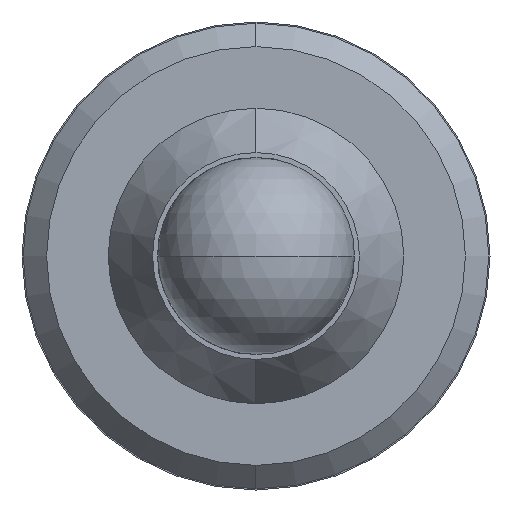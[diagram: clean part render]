
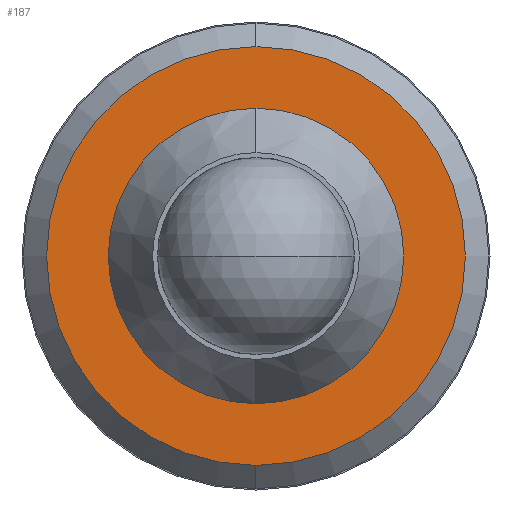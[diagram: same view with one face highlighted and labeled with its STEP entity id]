
A CAD part, left-side view. The second image highlights one B-rep face of the part: STEP entity #187.
In plain terms, the highlighted planar face has unit normal (-1, 0, 0).
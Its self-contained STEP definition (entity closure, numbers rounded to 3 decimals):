
#2 = EDGE_CURVE ( 'NONE', #688, #395, #480, .T. ) ;
#8 = CARTESIAN_POINT ( 'NONE',  ( -28., 0., -2.938 ) ) ;
#9 = DIRECTION ( 'NONE',  ( 0., 0., 1. ) ) ;
#19 = DIRECTION ( 'NONE',  ( -1., 0., 0. ) ) ;
#28 = CARTESIAN_POINT ( 'NONE',  ( -28., 0., 0. ) ) ;
#65 = VERTEX_POINT ( 'NONE', #349 ) ;
#103 = DIRECTION ( 'NONE',  ( -1., 0., 0. ) ) ;
#111 = CARTESIAN_POINT ( 'NONE',  ( -28., 0., 2.938 ) ) ;
#177 = DIRECTION ( 'NONE',  ( -1., 0., 0. ) ) ;
#187 = ADVANCED_FACE ( 'NONE', ( #455, #521 ), #720, .T. ) ;
#225 = EDGE_CURVE ( 'NONE', #286, #65, #583, .T. ) ;
#264 = DIRECTION ( 'NONE',  ( -1., 0., 0. ) ) ;
#286 = VERTEX_POINT ( 'NONE', #743 ) ;
#297 = DIRECTION ( 'NONE',  ( 0., 0., 1. ) ) ;
#349 = CARTESIAN_POINT ( 'NONE',  ( -28., 0., -4.25 ) ) ;
#361 = AXIS2_PLACEMENT_3D ( 'NONE', #747, #264, #892 ) ;
#394 = CARTESIAN_POINT ( 'NONE',  ( -28., 0., 0. ) ) ;
#395 = VERTEX_POINT ( 'NONE', #8 ) ;
#400 = EDGE_LOOP ( 'NONE', ( #477, #587 ) ) ;
#445 = ORIENTED_EDGE ( 'NONE', *, *, #512, .T. ) ;
#455 = FACE_OUTER_BOUND ( 'NONE', #754, .T. ) ;
#457 = CARTESIAN_POINT ( 'NONE',  ( -28., 0., 0. ) ) ;
#468 = DIRECTION ( 'NONE',  ( 0., 0., 1. ) ) ;
#477 = ORIENTED_EDGE ( 'NONE', *, *, #827, .F. ) ;
#480 = CIRCLE ( 'NONE', #361, 2.938 ) ;
#512 = EDGE_CURVE ( 'NONE', #65, #286, #858, .T. ) ;
#521 = FACE_BOUND ( 'NONE', #400, .T. ) ;
#583 = CIRCLE ( 'NONE', #887, 4.25 ) ;
#587 = ORIENTED_EDGE ( 'NONE', *, *, #2, .F. ) ;
#644 = ORIENTED_EDGE ( 'NONE', *, *, #225, .T. ) ;
#679 = CARTESIAN_POINT ( 'NONE',  ( -28., 0., 0. ) ) ;
#688 = VERTEX_POINT ( 'NONE', #111 ) ;
#702 = AXIS2_PLACEMENT_3D ( 'NONE', #457, #19, #297 ) ;
#720 = PLANE ( 'NONE',  #804 ) ;
#734 = DIRECTION ( 'NONE',  ( 0., 0., 1. ) ) ;
#743 = CARTESIAN_POINT ( 'NONE',  ( -28., 0., 4.25 ) ) ;
#747 = CARTESIAN_POINT ( 'NONE',  ( -28., 0., 0. ) ) ;
#754 = EDGE_LOOP ( 'NONE', ( #445, #644 ) ) ;
#804 = AXIS2_PLACEMENT_3D ( 'NONE', #394, #177, #468 ) ;
#827 = EDGE_CURVE ( 'NONE', #395, #688, #882, .T. ) ;
#836 = AXIS2_PLACEMENT_3D ( 'NONE', #679, #864, #734 ) ;
#858 = CIRCLE ( 'NONE', #836, 4.25 ) ;
#864 = DIRECTION ( 'NONE',  ( -1., 0., 0. ) ) ;
#882 = CIRCLE ( 'NONE', #702, 2.938 ) ;
#887 = AXIS2_PLACEMENT_3D ( 'NONE', #28, #103, #9 ) ;
#892 = DIRECTION ( 'NONE',  ( 0., 0., 1. ) ) ;
